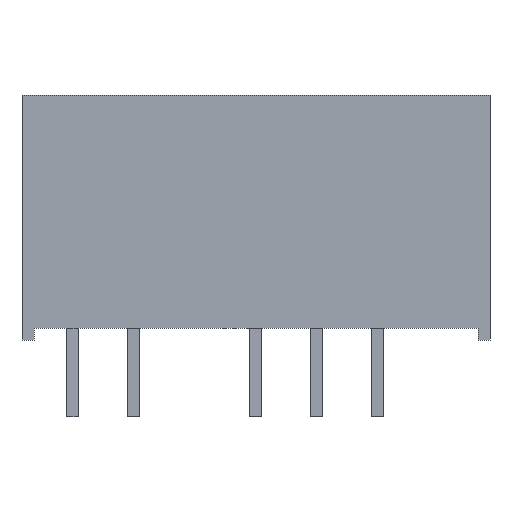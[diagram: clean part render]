
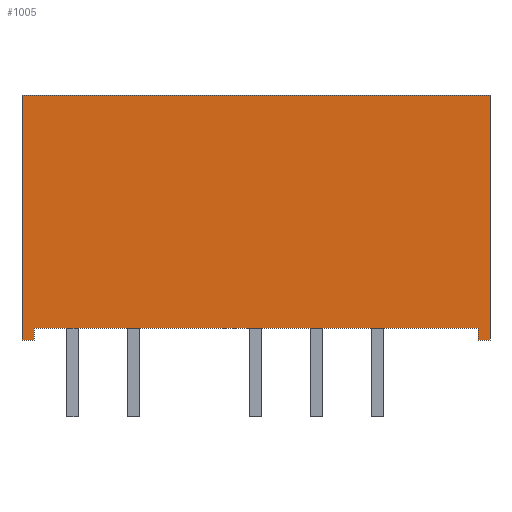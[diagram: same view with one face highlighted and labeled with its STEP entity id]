
A CAD part, front view. The second image highlights one B-rep face of the part: STEP entity #1005.
In plain terms, the highlighted planar face has unit normal (0, -1, 0).
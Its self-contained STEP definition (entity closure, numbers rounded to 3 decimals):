
#611=CARTESIAN_POINT('',(17.4,-6.425,-0.0));
#612=VERTEX_POINT('',#611);
#613=CARTESIAN_POINT('',(16.9,-6.425,-0.0));
#614=VERTEX_POINT('',#613);
#615=CARTESIAN_POINT('',(7.65,-6.425,0.0));
#616=DIRECTION('',(-1.0,-0.0,0.0));
#617=VECTOR('',#616,1.0);
#618=LINE('',#615,#617);
#619=EDGE_CURVE('n� 456',#612,#614,#618,.T.);
#685=CARTESIAN_POINT('',(-1.6,-6.425,-0.0));
#686=VERTEX_POINT('',#685);
#687=CARTESIAN_POINT('',(-1.6,-6.425,0.5));
#688=VERTEX_POINT('',#687);
#689=CARTESIAN_POINT('',(-1.6,-6.425,0.0));
#690=DIRECTION('',(0.0,0.0,1.0));
#691=VECTOR('',#690,1.0);
#692=LINE('',#689,#691);
#693=EDGE_CURVE('n� 393',#686,#688,#692,.T.);
#734=CARTESIAN_POINT('',(16.9,-6.425,0.5));
#735=VERTEX_POINT('',#734);
#736=CARTESIAN_POINT('',(16.9,-6.425,0.0));
#737=DIRECTION('',(0.0,0.0,-1.0));
#738=VECTOR('',#737,1.0);
#739=LINE('',#736,#738);
#740=EDGE_CURVE('n� 374',#735,#614,#739,.T.);
#816=CARTESIAN_POINT('',(-2.1,-6.425,-0.0));
#817=VERTEX_POINT('',#816);
#818=CARTESIAN_POINT('',(7.65,-6.425,0.0));
#819=DIRECTION('',(-1.0,0.0,0.0));
#820=VECTOR('',#819,1.0);
#821=LINE('',#818,#820);
#822=EDGE_CURVE('n� 290',#686,#817,#821,.T.);
#878=CARTESIAN_POINT('',(17.4,-6.425,10.2));
#879=VERTEX_POINT('',#878);
#887=CARTESIAN_POINT('',(-2.1,-6.425,10.2));
#888=VERTEX_POINT('',#887);
#895=CARTESIAN_POINT('',(-2.1,-6.425,10.2));
#896=DIRECTION('',(1.0,0.0,0.0));
#897=VECTOR('',#896,1.0);
#898=LINE('',#895,#897);
#899=EDGE_CURVE('n� 10',#888,#879,#898,.T.);
#912=CARTESIAN_POINT('',(17.4,-6.425,10.2));
#913=DIRECTION('',(-0.0,0.0,-1.0));
#914=VECTOR('',#913,1.0);
#915=LINE('',#912,#914);
#916=EDGE_CURVE('n� 14',#879,#612,#915,.T.);
#944=CARTESIAN_POINT('',(-2.1,-6.425,0.5));
#945=DIRECTION('',(-1.0,0.0,0.0));
#946=VECTOR('',#945,1.0);
#947=LINE('',#944,#946);
#948=EDGE_CURVE('n� 26',#735,#688,#947,.T.);
#974=CARTESIAN_POINT('',(-2.1,-6.425,10.2));
#975=DIRECTION('',(-0.0,0.0,1.0));
#976=VECTOR('',#975,1.0);
#977=LINE('',#974,#976);
#978=EDGE_CURVE('n� 37',#817,#888,#977,.T.);
#990=ORIENTED_EDGE('',*,*,#822,.F.);
#991=ORIENTED_EDGE('',*,*,#693,.T.);
#992=ORIENTED_EDGE('',*,*,#948,.F.);
#993=ORIENTED_EDGE('',*,*,#740,.T.);
#994=ORIENTED_EDGE('',*,*,#619,.F.);
#995=ORIENTED_EDGE('',*,*,#916,.F.);
#996=ORIENTED_EDGE('',*,*,#899,.F.);
#997=ORIENTED_EDGE('',*,*,#978,.F.);
#998=EDGE_LOOP('',(#990,#991,#992,#993,#994,#995,#996,#997));
#999=FACE_OUTER_BOUND('',#998,.T.);
#1000=CARTESIAN_POINT('',(-2.1,-6.425,10.2));
#1001=DIRECTION('',(-0.0,1.0,-0.0));
#1002=DIRECTION('',(-1.0,-0.0,0.0));
#1003=AXIS2_PLACEMENT_3D('',#1000,#1001,#1002);
#1004=PLANE('',#1003);
#1005=ADVANCED_FACE('n� 2',(#999),#1004,.F.);
